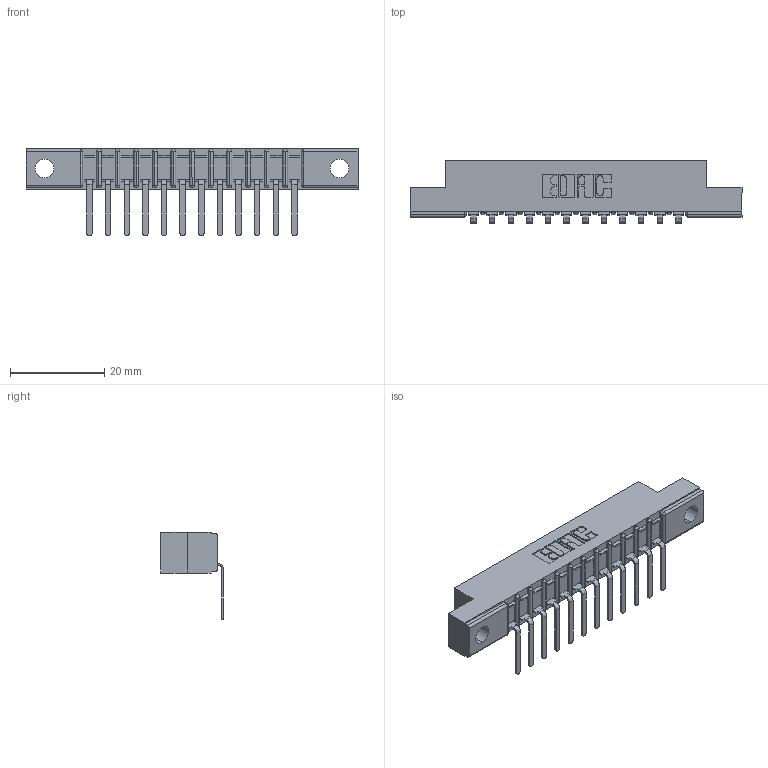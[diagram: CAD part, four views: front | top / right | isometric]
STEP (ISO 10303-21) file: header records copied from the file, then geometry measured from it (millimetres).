
FILE_DESCRIPTION (( 'STEP AP203' ), '1' );
FILE_NAME ('307-012-457-102.STEP', '2020-09-25T12:32:26', ( '' ), ( '' ), 'SwSTEP 2.0', 'SolidWorks 2020', '' );
FILE_SCHEMA (( 'CONFIG_CONTROL_DESIGN' ));
Length unit declared in the file: inch
Products named in the file (3): 307 Part_.128 Dia Mounting Holes; 307-290-002_557; 307-012-457-102
Assembly tree (13 placements, depth 2):
  307-012-457-102
    307 Part_.128 Dia Mounting Holes
    307-290-002_557  x12
Bounding box: 70.56 x 13.32 x 18.67 mm (x, y, z)
Volume: 4597.6 mm3; surface area: 7852.3 mm2
Topology: 13 solids, 13 shells, 1067 faces, 3251 edges, 2130 vertices
Faces by surface type: plane 634, cylinder 407, sphere 26
Entity records: 14842 total; most frequent: CARTESIAN_POINT 2500, ORIENTED_EDGE 2490, DIRECTION 2443, EDGE_CURVE 1245, VECTOR 937, LINE 937, VERTEX_POINT 810, AXIS2_PLACEMENT_3D 753
